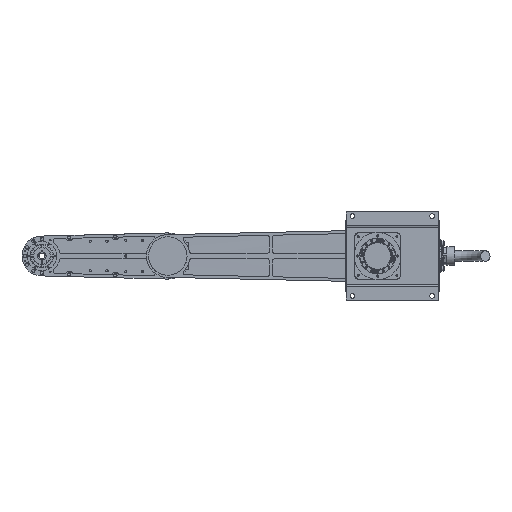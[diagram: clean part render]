
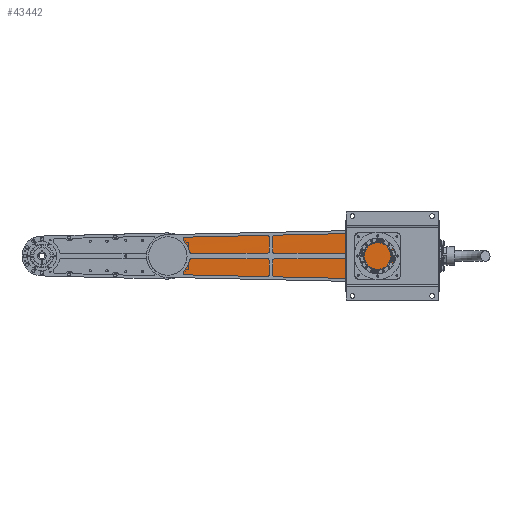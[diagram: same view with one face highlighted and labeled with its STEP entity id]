
A CAD part, front view. The second image highlights one B-rep face of the part: STEP entity #43442.
In plain terms, the highlighted planar face has unit normal (0, 1, 0).
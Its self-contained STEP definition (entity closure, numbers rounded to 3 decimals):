
#644 = AXIS2_PLACEMENT_3D ( 'NONE', #35473, #8043, #21863 ) ;
#857 = LINE ( 'NONE', #32821, #45930 ) ;
#1449 = LINE ( 'NONE', #39941, #41533 ) ;
#2272 = CARTESIAN_POINT ( 'NONE',  ( 0., 227.9, -425. ) ) ;
#2408 = CARTESIAN_POINT ( 'NONE',  ( 61.985, 227.9, 73.636 ) ) ;
#2639 = CARTESIAN_POINT ( 'NONE',  ( -0.25, 227.9, 75. ) ) ;
#3745 = VERTEX_POINT ( 'NONE', #5624 ) ;
#4667 = DIRECTION ( 'NONE',  ( 0., 1., 0. ) ) ;
#4859 = ORIENTED_EDGE ( 'NONE', *, *, #7755, .T. ) ;
#5264 = CARTESIAN_POINT ( 'NONE',  ( 0., 227.9, -425. ) ) ;
#5304 = CARTESIAN_POINT ( 'NONE',  ( -61.985, 227.9, 73.636 ) ) ;
#5380 = DIRECTION ( 'NONE',  ( -0.022, 0., -1. ) ) ;
#5624 = CARTESIAN_POINT ( 'NONE',  ( -50.988, 227.9, -426.122 ) ) ;
#5669 = PLANE ( 'NONE',  #56889 ) ;
#5866 = DIRECTION ( 'NONE',  ( 0., 1., 0. ) ) ;
#6544 = ORIENTED_EDGE ( 'NONE', *, *, #45059, .T. ) ;
#6979 = AXIS2_PLACEMENT_3D ( 'NONE', #28510, #4667, #46684 ) ;
#7061 = VERTEX_POINT ( 'NONE', #19213 ) ;
#7276 = DIRECTION ( 'NONE',  ( -1., 0., 0. ) ) ;
#7755 = EDGE_CURVE ( 'NONE', #41679, #58665, #42829, .T. ) ;
#8026 = ORIENTED_EDGE ( 'NONE', *, *, #57353, .T. ) ;
#8043 = DIRECTION ( 'NONE',  ( 0., -1., 0. ) ) ;
#10079 = DIRECTION ( 'NONE',  ( 0., 0., 1. ) ) ;
#10125 = CARTESIAN_POINT ( 'NONE',  ( -50.988, 227.9, -426.122 ) ) ;
#10510 = AXIS2_PLACEMENT_3D ( 'NONE', #2272, #38687, #7276 ) ;
#15066 = EDGE_CURVE ( 'NONE', #58665, #3745, #16793, .T. ) ;
#15112 = DIRECTION ( 'NONE',  ( 0., -1., 0. ) ) ;
#16036 = CARTESIAN_POINT ( 'NONE',  ( 50.988, 227.9, -426.122 ) ) ;
#16579 = VERTEX_POINT ( 'NONE', #27474 ) ;
#16650 = VERTEX_POINT ( 'NONE', #55208 ) ;
#16793 = CIRCLE ( 'NONE', #23832, 51. ) ;
#17667 = EDGE_CURVE ( 'NONE', #7061, #16579, #33574, .T. ) ;
#19213 = CARTESIAN_POINT ( 'NONE',  ( 47., 227.9, -425. ) ) ;
#19537 = VECTOR ( 'NONE', #25653, 1000. ) ;
#20422 = EDGE_CURVE ( 'NONE', #16650, #7061, #46724, .T. ) ;
#21863 = DIRECTION ( 'NONE',  ( -1., 0., 0. ) ) ;
#23832 = AXIS2_PLACEMENT_3D ( 'NONE', #26031, #35604, #57983 ) ;
#25653 = DIRECTION ( 'NONE',  ( 0., 0., -1. ) ) ;
#26031 = CARTESIAN_POINT ( 'NONE',  ( 0., 227.9, -425. ) ) ;
#27474 = CARTESIAN_POINT ( 'NONE',  ( 0., 227.686, -378.214 ) ) ;
#28510 = CARTESIAN_POINT ( 'NONE',  ( 0., 227.9, -425. ) ) ;
#30498 = EDGE_CURVE ( 'NONE', #16579, #39414, #1449, .T. ) ;
#31911 = AXIS2_PLACEMENT_3D ( 'NONE', #49952, #32552, #36568 ) ;
#32134 = EDGE_LOOP ( 'NONE', ( #53053, #6544, #4859, #56854, #41334 ) ) ;
#32450 = ORIENTED_EDGE ( 'NONE', *, *, #36648, .T. ) ;
#32552 = DIRECTION ( 'NONE',  ( 0., 1., 0. ) ) ;
#32701 = DIRECTION ( 'NONE',  ( -1., 0., 0. ) ) ;
#32787 = CIRCLE ( 'NONE', #10510, 47. ) ;
#32821 = CARTESIAN_POINT ( 'NONE',  ( 61.985, 227.9, 73.636 ) ) ;
#33062 = ORIENTED_EDGE ( 'NONE', *, *, #20422, .T. ) ;
#33574 = CIRCLE ( 'NONE', #45038, 47. ) ;
#34837 = CARTESIAN_POINT ( 'NONE',  ( 0., 227.9, -476. ) ) ;
#35473 = CARTESIAN_POINT ( 'NONE',  ( 0., 227.9, -425. ) ) ;
#35604 = DIRECTION ( 'NONE',  ( 0., 1., 0. ) ) ;
#36065 = ORIENTED_EDGE ( 'NONE', *, *, #17667, .T. ) ;
#36568 = DIRECTION ( 'NONE',  ( 0., 0., -1. ) ) ;
#36648 = EDGE_CURVE ( 'NONE', #16579, #16650, #32787, .T. ) ;
#38687 = DIRECTION ( 'NONE',  ( 0., -1., 0. ) ) ;
#38921 = CARTESIAN_POINT ( 'NONE',  ( 0., 227.9, 75. ) ) ;
#39414 = VERTEX_POINT ( 'NONE', #57533 ) ;
#39941 = CARTESIAN_POINT ( 'NONE',  ( 0.25, 227.9, 75. ) ) ;
#41334 = ORIENTED_EDGE ( 'NONE', *, *, #47068, .T. ) ;
#41533 = VECTOR ( 'NONE', #44930, 1000. ) ;
#41679 = VERTEX_POINT ( 'NONE', #16036 ) ;
#41850 = FACE_BOUND ( 'NONE', #54992, .T. ) ;
#42829 = CIRCLE ( 'NONE', #6979, 51. ) ;
#43442 = ADVANCED_FACE ( 'NONE', ( #41850, #54675 ), #5669, .T. ) ;
#44930 = DIRECTION ( 'NONE',  ( 0., 0., 1. ) ) ;
#45038 = AXIS2_PLACEMENT_3D ( 'NONE', #5264, #15112, #32701 ) ;
#45059 = EDGE_CURVE ( 'NONE', #47635, #41679, #857, .T. ) ;
#45538 = ORIENTED_EDGE ( 'NONE', *, *, #30498, .T. ) ;
#45930 = VECTOR ( 'NONE', #5380, 1000. ) ;
#46684 = DIRECTION ( 'NONE',  ( 0., 0., -1. ) ) ;
#46724 = CIRCLE ( 'NONE', #644, 47. ) ;
#47068 = EDGE_CURVE ( 'NONE', #3745, #58962, #57425, .T. ) ;
#47525 = DIRECTION ( 'NONE',  ( -0.022, 0., 1. ) ) ;
#47635 = VERTEX_POINT ( 'NONE', #2408 ) ;
#49952 = CARTESIAN_POINT ( 'NONE',  ( 0., 227.9, 75. ) ) ;
#52429 = VECTOR ( 'NONE', #47525, 1000. ) ;
#53053 = ORIENTED_EDGE ( 'NONE', *, *, #55992, .T. ) ;
#53876 = LINE ( 'NONE', #2639, #19537 ) ;
#54675 = FACE_OUTER_BOUND ( 'NONE', #32134, .T. ) ;
#54992 = EDGE_LOOP ( 'NONE', ( #45538, #8026, #32450, #33062, #36065 ) ) ;
#55208 = CARTESIAN_POINT ( 'NONE',  ( -47., 227.9, -425. ) ) ;
#55992 = EDGE_CURVE ( 'NONE', #58962, #47635, #57649, .T. ) ;
#56854 = ORIENTED_EDGE ( 'NONE', *, *, #15066, .T. ) ;
#56889 = AXIS2_PLACEMENT_3D ( 'NONE', #38921, #5866, #10079 ) ;
#57353 = EDGE_CURVE ( 'NONE', #39414, #16579, #53876, .T. ) ;
#57425 = LINE ( 'NONE', #10125, #52429 ) ;
#57533 = CARTESIAN_POINT ( 'NONE',  ( 0., 227.65, -369.001 ) ) ;
#57649 = CIRCLE ( 'NONE', #31911, 62. ) ;
#57983 = DIRECTION ( 'NONE',  ( 0., 0., -1. ) ) ;
#58665 = VERTEX_POINT ( 'NONE', #34837 ) ;
#58962 = VERTEX_POINT ( 'NONE', #5304 ) ;
